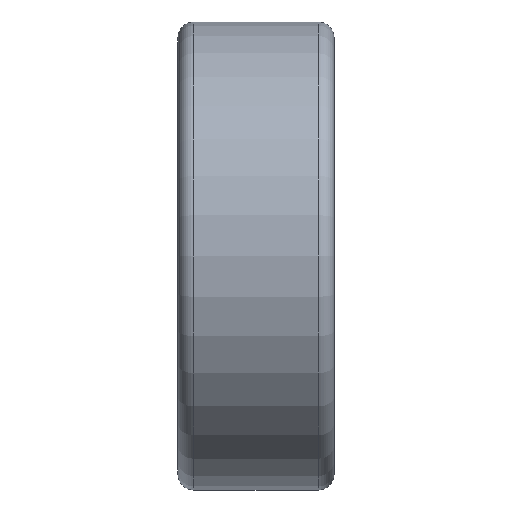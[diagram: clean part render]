
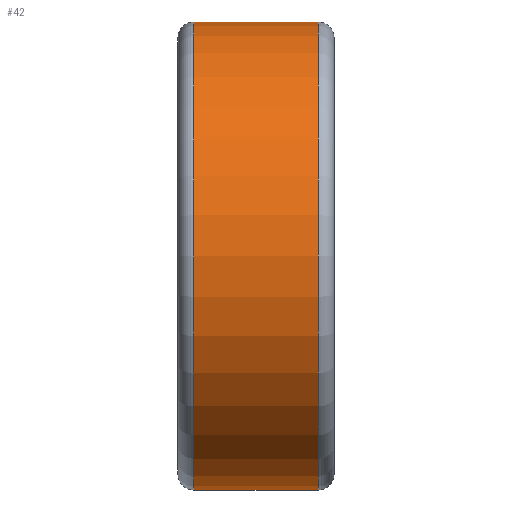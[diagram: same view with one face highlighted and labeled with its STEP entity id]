
A CAD part, front view. The second image highlights one B-rep face of the part: STEP entity #42.
In plain terms, the highlighted cylindrical face has radius 75 mm (diameter 150 mm), a partial arc.
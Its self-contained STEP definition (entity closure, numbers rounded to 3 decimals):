
#42 = ADVANCED_FACE ( 'NONE', ( #2057 ), #1710, .T. ) ;
#75 = DIRECTION ( 'NONE',  ( -1., 0., 0. ) ) ;
#171 = VERTEX_POINT ( 'NONE', #1045 ) ;
#271 = ORIENTED_EDGE ( 'NONE', *, *, #2207, .T. ) ;
#287 = ORIENTED_EDGE ( 'NONE', *, *, #1712, .T. ) ;
#301 = CARTESIAN_POINT ( 'NONE',  ( -12.372, 0., -75. ) ) ;
#317 = CARTESIAN_POINT ( 'NONE',  ( -12.372, 0., 75. ) ) ;
#347 = AXIS2_PLACEMENT_3D ( 'NONE', #843, #1387, #2325 ) ;
#371 = CARTESIAN_POINT ( 'NONE',  ( 5., 0., -75. ) ) ;
#446 = EDGE_LOOP ( 'NONE', ( #1865, #287, #271, #1368 ) ) ;
#633 = VERTEX_POINT ( 'NONE', #731 ) ;
#731 = CARTESIAN_POINT ( 'NONE',  ( 5., 0., 75. ) ) ;
#784 = AXIS2_PLACEMENT_3D ( 'NONE', #1986, #1471, #1445 ) ;
#843 = CARTESIAN_POINT ( 'NONE',  ( 5., 0., 0. ) ) ;
#937 = AXIS2_PLACEMENT_3D ( 'NONE', #953, #1898, #2044 ) ;
#953 = CARTESIAN_POINT ( 'NONE',  ( -12.372, 0., 0. ) ) ;
#1019 = CIRCLE ( 'NONE', #347, 75. ) ;
#1045 = CARTESIAN_POINT ( 'NONE',  ( 45., 0., 75. ) ) ;
#1368 = ORIENTED_EDGE ( 'NONE', *, *, #1607, .T. ) ;
#1387 = DIRECTION ( 'NONE',  ( 1., 0., 0. ) ) ;
#1445 = DIRECTION ( 'NONE',  ( 0., 0., 1. ) ) ;
#1470 = CARTESIAN_POINT ( 'NONE',  ( 45., 0., -75. ) ) ;
#1471 = DIRECTION ( 'NONE',  ( -1., 0., 0. ) ) ;
#1607 = EDGE_CURVE ( 'NONE', #633, #1751, #1019, .T. ) ;
#1642 = EDGE_CURVE ( 'NONE', #2231, #1751, #1930, .T. ) ;
#1710 = CYLINDRICAL_SURFACE ( 'NONE', #937, 75. ) ;
#1712 = EDGE_CURVE ( 'NONE', #2231, #171, #2157, .T. ) ;
#1716 = VECTOR ( 'NONE', #2150, 1000. ) ;
#1751 = VERTEX_POINT ( 'NONE', #371 ) ;
#1774 = LINE ( 'NONE', #317, #2160 ) ;
#1865 = ORIENTED_EDGE ( 'NONE', *, *, #1642, .F. ) ;
#1898 = DIRECTION ( 'NONE',  ( -1., 0., 0. ) ) ;
#1930 = LINE ( 'NONE', #301, #1716 ) ;
#1986 = CARTESIAN_POINT ( 'NONE',  ( 45., 0., 0. ) ) ;
#2044 = DIRECTION ( 'NONE',  ( 0., 0., 1. ) ) ;
#2057 = FACE_OUTER_BOUND ( 'NONE', #446, .T. ) ;
#2150 = DIRECTION ( 'NONE',  ( -1., 0., 0. ) ) ;
#2157 = CIRCLE ( 'NONE', #784, 75. ) ;
#2160 = VECTOR ( 'NONE', #75, 1000. ) ;
#2207 = EDGE_CURVE ( 'NONE', #171, #633, #1774, .T. ) ;
#2231 = VERTEX_POINT ( 'NONE', #1470 ) ;
#2325 = DIRECTION ( 'NONE',  ( 0., 0., -1. ) ) ;
